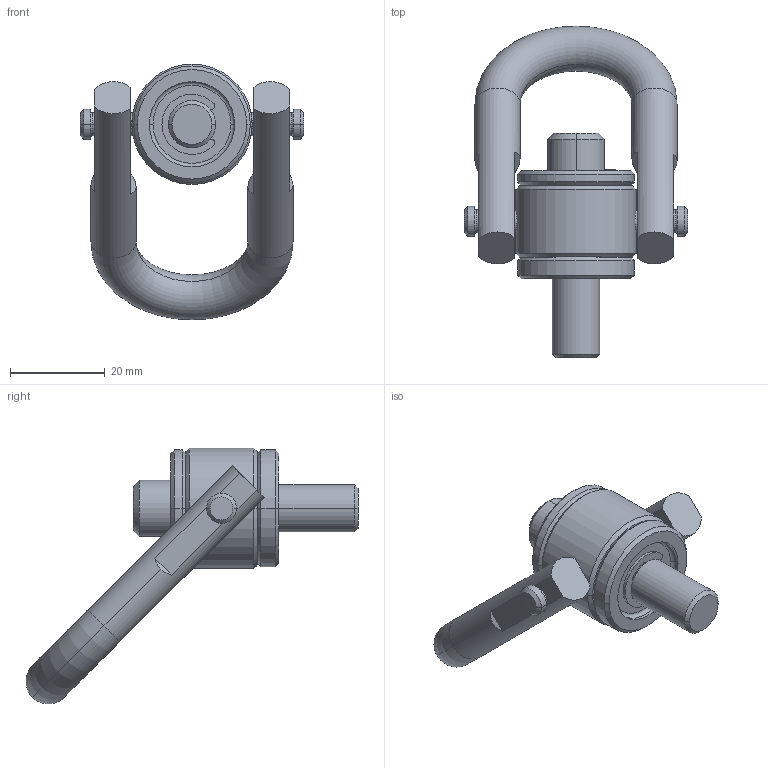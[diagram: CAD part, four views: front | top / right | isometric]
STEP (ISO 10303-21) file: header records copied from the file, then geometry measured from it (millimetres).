
FILE_DESCRIPTION((''),'2;1');
FILE_NAME('CROSBY_HR125_1_1016887_ASM','2009-11-20T',('Alan Doughty'),('The Crosby Group, Inc.'),'PRO/ENGINEER BY PARAMETRIC TECHNOLOGY CORPORATION, 2009220','PRO/ENGINEER BY PARAMETRIC TECHNOLOGY CORPORATION, 2009220','');
FILE_SCHEMA(('CONFIG_CONTROL_DESIGN'));
Length unit declared in the file: inch
Products named in the file (4): CROSBY_HR125_1_1016887_BASE_AF0; CROSBY_HR125_1_1016887_BAIL; STUD; CROSBY_HR125_1_1016887_ASM
Assembly tree (3 placements, depth 2):
  CROSBY_HR125_1_1016887_ASM
    CROSBY_HR125_1_1016887_BASE_AF0
    CROSBY_HR125_1_1016887_BAIL
    STUD
Bounding box: 47.24 x 70.1 x 53.98 mm (x, y, z)
Volume: 21873.6 mm3; surface area: 12042.5 mm2
Topology: 5 solids, 5 shells, 265 faces, 672 edges, 425 vertices
Faces by surface type: plane 118, cylinder 61, extrusion 37, cone 32, torus 15, sphere 2
Entity records: 8772 total; most frequent: CARTESIAN_POINT 2334, ORIENTED_EDGE 1340, DIRECTION 1252, EDGE_CURVE 670, VERTEX_POINT 425, AXIS2_PLACEMENT_3D 420, VECTOR 412, LINE 375
